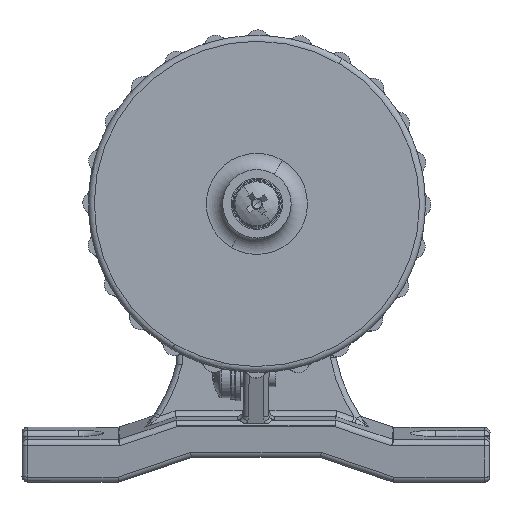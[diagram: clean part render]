
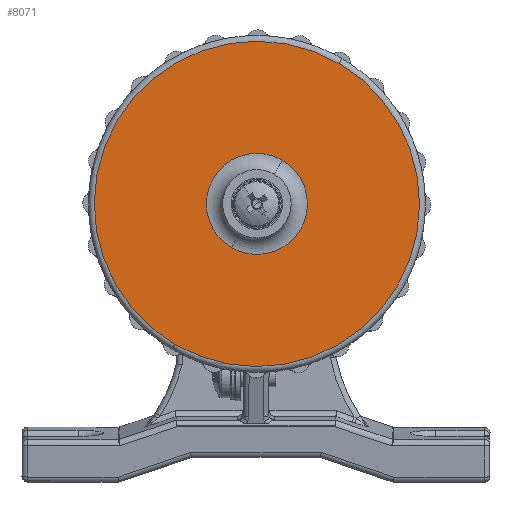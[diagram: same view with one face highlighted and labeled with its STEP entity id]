
A CAD part, top view. The second image highlights one B-rep face of the part: STEP entity #8071.
In plain terms, the highlighted face is planar.
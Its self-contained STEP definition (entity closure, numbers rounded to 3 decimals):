
#3545 = AXIS2_PLACEMENT_3D ( 'NONE', #51331, #22116, #56239 ) ;
#3960 = CIRCLE ( 'NONE', #3545, 28.5 ) ;
#8071 = ADVANCED_FACE ( 'NONE', ( #43889, #56851 ), #20609, .F. ) ;
#9588 = DIRECTION ( 'NONE',  ( -1., 0., 0. ) ) ;
#9878 = CARTESIAN_POINT ( 'NONE',  ( 13., 0., -28.5 ) ) ;
#12804 = CARTESIAN_POINT ( 'NONE',  ( 13., 0., -8.857 ) ) ;
#13633 = AXIS2_PLACEMENT_3D ( 'NONE', #38781, #9588, #43694 ) ;
#17565 = EDGE_CURVE ( 'NONE', #26352, #52380, #3960, .T. ) ;
#18397 = DIRECTION ( 'NONE',  ( -1., 0., 0. ) ) ;
#19402 = ORIENTED_EDGE ( 'NONE', *, *, #34758, .T. ) ;
#20609 = PLANE ( 'NONE',  #44555 ) ;
#20819 = CARTESIAN_POINT ( 'NONE',  ( 13., 29.5, 0. ) ) ;
#21209 = CARTESIAN_POINT ( 'NONE',  ( 13., 0., 28.5 ) ) ;
#21270 = CARTESIAN_POINT ( 'NONE',  ( 13., 0., 8.857 ) ) ;
#21554 = CIRCLE ( 'NONE', #42767, 8.857 ) ;
#22116 = DIRECTION ( 'NONE',  ( 1., 0., 0. ) ) ;
#22979 = EDGE_CURVE ( 'NONE', #59611, #45344, #38065, .T. ) ;
#24024 = EDGE_LOOP ( 'NONE', ( #63139, #34285 ) ) ;
#25747 = DIRECTION ( 'NONE',  ( -1., 0., 0. ) ) ;
#26102 = CARTESIAN_POINT ( 'NONE',  ( 13., 0., 0. ) ) ;
#26352 = VERTEX_POINT ( 'NONE', #21209 ) ;
#26786 = ORIENTED_EDGE ( 'NONE', *, *, #17565, .T. ) ;
#30309 = CIRCLE ( 'NONE', #32128, 28.5 ) ;
#30992 = DIRECTION ( 'NONE',  ( 0., 0., 1. ) ) ;
#32128 = AXIS2_PLACEMENT_3D ( 'NONE', #26102, #60261, #30992 ) ;
#34285 = ORIENTED_EDGE ( 'NONE', *, *, #22979, .T. ) ;
#34758 = EDGE_CURVE ( 'NONE', #52380, #26352, #30309, .T. ) ;
#38065 = CIRCLE ( 'NONE', #13633, 8.857 ) ;
#38781 = CARTESIAN_POINT ( 'NONE',  ( 13., 0., 0. ) ) ;
#42767 = AXIS2_PLACEMENT_3D ( 'NONE', #47657, #18397, #52576 ) ;
#43107 = EDGE_CURVE ( 'NONE', #45344, #59611, #21554, .T. ) ;
#43694 = DIRECTION ( 'NONE',  ( 0., 0., 1. ) ) ;
#43889 = FACE_BOUND ( 'NONE', #24024, .T. ) ;
#44555 = AXIS2_PLACEMENT_3D ( 'NONE', #20819, #25747, #59862 ) ;
#45344 = VERTEX_POINT ( 'NONE', #21270 ) ;
#47657 = CARTESIAN_POINT ( 'NONE',  ( 13., 0., 0. ) ) ;
#51331 = CARTESIAN_POINT ( 'NONE',  ( 13., 0., 0. ) ) ;
#52380 = VERTEX_POINT ( 'NONE', #9878 ) ;
#52576 = DIRECTION ( 'NONE',  ( 0., 0., 1. ) ) ;
#53592 = EDGE_LOOP ( 'NONE', ( #26786, #19402 ) ) ;
#56239 = DIRECTION ( 'NONE',  ( 0., 0., 1. ) ) ;
#56851 = FACE_OUTER_BOUND ( 'NONE', #53592, .T. ) ;
#59611 = VERTEX_POINT ( 'NONE', #12804 ) ;
#59862 = DIRECTION ( 'NONE',  ( 0., 0., 1. ) ) ;
#60261 = DIRECTION ( 'NONE',  ( 1., 0., 0. ) ) ;
#63139 = ORIENTED_EDGE ( 'NONE', *, *, #43107, .T. ) ;
